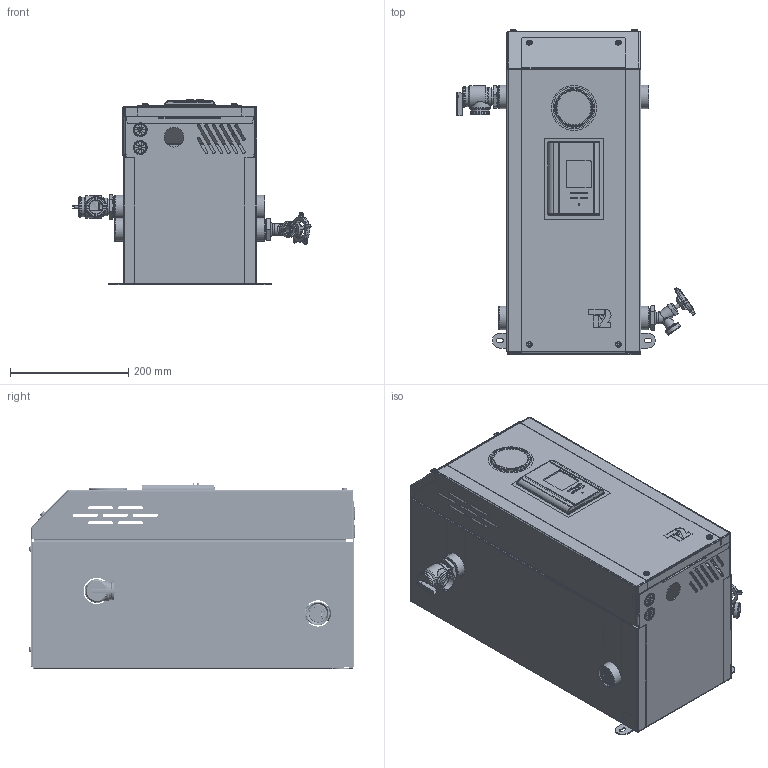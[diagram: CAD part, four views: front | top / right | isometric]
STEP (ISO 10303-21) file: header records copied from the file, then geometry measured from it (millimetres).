
FILE_DESCRIPTION (( 'STEP AP203' ), '1' );
FILE_NAME ('bth ULTRA 240 VAC -12 to 24 kW.STEP', '2019-09-26T17:34:15', ( '' ), ( '' ), 'SwSTEP 2.0', 'SolidWorks 2019', '' );
FILE_SCHEMA (( 'CONFIG_CONTROL_DESIGN' ));
Products named in the file (1): bth ULTRA 240 VAC -12 to 24 kW
Bounding box: 403.56 x 550.8 x 314.34 mm (x, y, z)
Volume: 1316829.2 mm3; surface area: 2240063.3 mm2
Topology: 32 solids, 32 shells, 1913 faces, 4679 edges, 2849 vertices
Faces by surface type: plane 854, cylinder 448, bspline 259, cone 258, torus 54, sphere 40
Full cylindrical faces by diameter (mm): 2.381 x1, 3.566 x40, 3.572 x8, 4.826 x4, 5.08 x2, 5.556 x8, 7.144 x4, 7.541 x8, 7.62 x1, 7.747 x1, 7.938 x1, 9.474 x4, 9.525 x4, 11.887 x1, 16.129 x1, 16.669 x1, 19.05 x1, 20.041 x3, 20.955 x2, 22.225 x4, 23.012 x1, 26.988 x1, 30.162 x1, 30.353 x1, 32.131 x1, 32.69 x1, 32.893 x1, 33.338 x1, 35.306 x1, 40.03 x4
Entity records: 87873 total; most frequent: CARTESIAN_POINT 46683, ORIENTED_EDGE 8498, DIRECTION 7970, EDGE_CURVE 4249, AXIS2_PLACEMENT_3D 3001, VERTEX_POINT 2753, EDGE_LOOP 2446, FACE_OUTER_BOUND 2058
